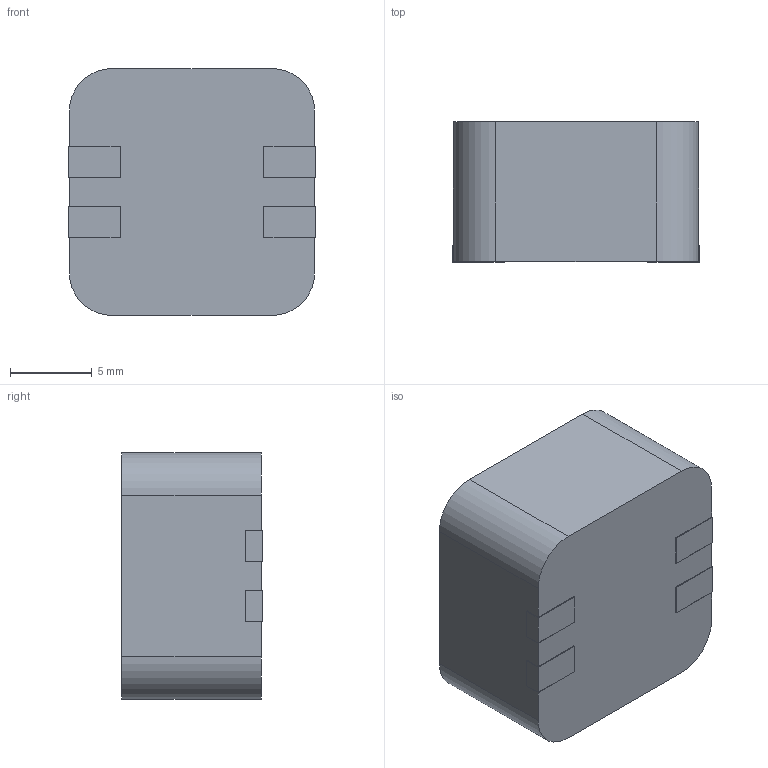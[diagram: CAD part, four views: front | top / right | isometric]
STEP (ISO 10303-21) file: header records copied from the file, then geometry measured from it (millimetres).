
FILE_DESCRIPTION (( 'STEP AP214' ), '1' );
FILE_NAME ('Coilcraft-MSD1583.STEP', '2018-12-19T09:22:37', ( '' ), ( '' ), 'SwSTEP 2.0', 'SolidWorks 2018', '' );
FILE_SCHEMA (( 'AUTOMOTIVE_DESIGN' ));
Length unit declared in the file: millimetre
Products named in the file (1): Coilcraft-MSD1583
Bounding box: 15.1 x 8.6 x 15.1 mm (x, y, z)
Volume: 1829 mm3; surface area: 1238.5 mm2
Topology: 1 solids, 1 shells, 283 faces, 725 edges, 459 vertices
Faces by surface type: bspline 186, plane 87, cylinder 10
Entity records: 13022 total; most frequent: CARTESIAN_POINT 4330, ORIENTED_EDGE 1450, EDGE_CURVE 725, DIRECTION 569, VERTEX_POINT 459, B_SPLINE_CURVE_WITH_KNOTS 372, LINE 333, VECTOR 333
